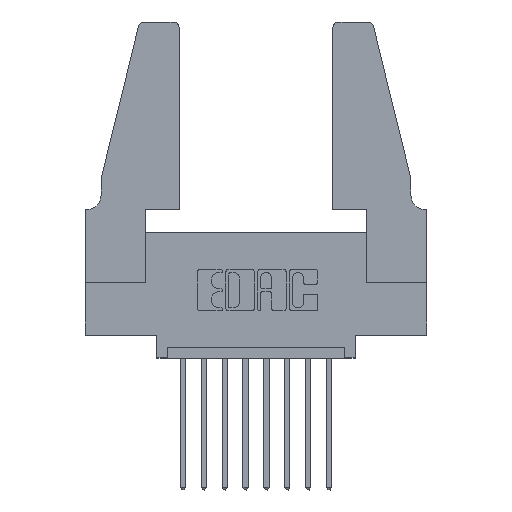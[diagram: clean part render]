
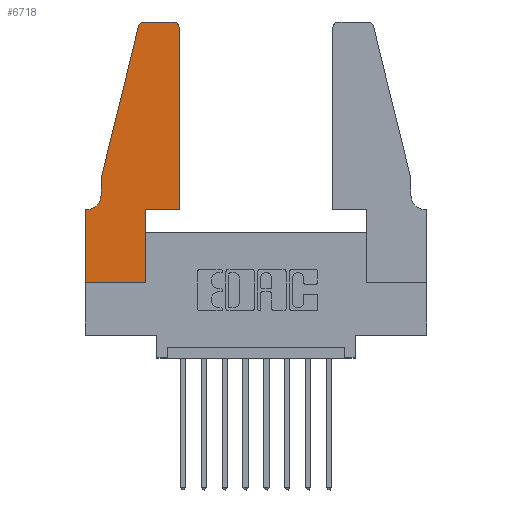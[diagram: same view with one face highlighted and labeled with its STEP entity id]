
A CAD part, top view. The second image highlights one B-rep face of the part: STEP entity #6718.
In plain terms, the highlighted planar face has unit normal (0, 0, 1).
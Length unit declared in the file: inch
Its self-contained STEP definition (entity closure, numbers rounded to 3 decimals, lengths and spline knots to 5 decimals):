
#1 = EDGE_CURVE ( 'NONE', #7403, #2611, #7856, .T. ) ;
#12 = CARTESIAN_POINT ( 'NONE',  ( 0.0755, 0.35, 0.37 ) ) ;
#39 = CARTESIAN_POINT ( 'NONE',  ( 0.4505, 0.35, 0.37 ) ) ;
#72 = CARTESIAN_POINT ( 'NONE',  ( 0.4505, 1.22, 0.37 ) ) ;
#200 = DIRECTION ( 'NONE',  ( -1., 0., 0. ) ) ;
#203 = DIRECTION ( 'NONE',  ( 0., 0., 1. ) ) ;
#384 = VECTOR ( 'NONE', #5130, 39.37008 ) ;
#401 = CARTESIAN_POINT ( 'NONE',  ( 0., 0., 0.37 ) ) ;
#425 = CARTESIAN_POINT ( 'NONE',  ( 0.284, 1.25, 0.37 ) ) ;
#937 = CARTESIAN_POINT ( 'NONE',  ( 0.2865, 0.35, 0.37 ) ) ;
#1025 = VERTEX_POINT ( 'NONE', #7896 ) ;
#1175 = ORIENTED_EDGE ( 'NONE', *, *, #10928, .T. ) ;
#1252 = VECTOR ( 'NONE', #4356, 39.37008 ) ;
#1306 = AXIS2_PLACEMENT_3D ( 'NONE', #11229, #203, #12232 ) ;
#1308 = CARTESIAN_POINT ( 'NONE',  ( 0.2605, 1.25, 0.37 ) ) ;
#1361 = VERTEX_POINT ( 'NONE', #4415 ) ;
#1400 = CARTESIAN_POINT ( 'NONE',  ( 0.25487, 1.22718, 0.37 ) ) ;
#1491 = VERTEX_POINT ( 'NONE', #937 ) ;
#1618 = CARTESIAN_POINT ( 'NONE',  ( 0.0755, 0.5, 0.37 ) ) ;
#1659 = CARTESIAN_POINT ( 'NONE',  ( 0.2865, 0., 0.37 ) ) ;
#1938 = VECTOR ( 'NONE', #9861, 39.37008 ) ;
#2021 = LINE ( 'NONE', #9318, #1252 ) ;
#2561 = ORIENTED_EDGE ( 'NONE', *, *, #11408, .T. ) ;
#2567 = LINE ( 'NONE', #1618, #11769 ) ;
#2611 = VERTEX_POINT ( 'NONE', #1400 ) ;
#2845 = EDGE_CURVE ( 'NONE', #4436, #1491, #3441, .T. ) ;
#2965 = CARTESIAN_POINT ( 'NONE',  ( 0.4205, 1.22, 0.37 ) ) ;
#3018 = LINE ( 'NONE', #39, #384 ) ;
#3035 = LINE ( 'NONE', #8912, #10367 ) ;
#3344 = ORIENTED_EDGE ( 'NONE', *, *, #9166, .T. ) ;
#3409 = ORIENTED_EDGE ( 'NONE', *, *, #8766, .T. ) ;
#3441 = LINE ( 'NONE', #12153, #7641 ) ;
#3561 = DIRECTION ( 'NONE',  ( 0., 0., 1. ) ) ;
#3664 = LINE ( 'NONE', #4219, #4442 ) ;
#3773 = ORIENTED_EDGE ( 'NONE', *, *, #1, .T. ) ;
#3833 = LINE ( 'NONE', #6034, #1938 ) ;
#4035 = EDGE_CURVE ( 'NONE', #1491, #11138, #3018, .T. ) ;
#4192 = ORIENTED_EDGE ( 'NONE', *, *, #6511, .T. ) ;
#4217 = DIRECTION ( 'NONE',  ( 1., 0., 0. ) ) ;
#4219 = CARTESIAN_POINT ( 'NONE',  ( 0.0755, 0.5, 0.37 ) ) ;
#4266 = PLANE ( 'NONE',  #1306 ) ;
#4356 = DIRECTION ( 'NONE',  ( 0., -1., 0. ) ) ;
#4415 = CARTESIAN_POINT ( 'NONE',  ( 0., 0.35, 0.37 ) ) ;
#4436 = VERTEX_POINT ( 'NONE', #1659 ) ;
#4442 = VECTOR ( 'NONE', #11091, 39.37008 ) ;
#4452 = AXIS2_PLACEMENT_3D ( 'NONE', #11257, #3561, #6553 ) ;
#4879 = VERTEX_POINT ( 'NONE', #401 ) ;
#4897 = DIRECTION ( 'NONE',  ( 0., 0., 1. ) ) ;
#5130 = DIRECTION ( 'NONE',  ( 1., 0., 0. ) ) ;
#5172 = CARTESIAN_POINT ( 'NONE',  ( 0.0055, 0.35, 0.37 ) ) ;
#5372 = ORIENTED_EDGE ( 'NONE', *, *, #12422, .T. ) ;
#5581 = EDGE_CURVE ( 'NONE', #6202, #1361, #6726, .T. ) ;
#5702 = DIRECTION ( 'NONE',  ( -1., 0., 0. ) ) ;
#5780 = VECTOR ( 'NONE', #7970, 39.37008 ) ;
#5838 = VERTEX_POINT ( 'NONE', #9465 ) ;
#5997 = ORIENTED_EDGE ( 'NONE', *, *, #12747, .T. ) ;
#6034 = CARTESIAN_POINT ( 'NONE',  ( 0.4505, 0.35, 0.37 ) ) ;
#6184 = ORIENTED_EDGE ( 'NONE', *, *, #4035, .T. ) ;
#6202 = VERTEX_POINT ( 'NONE', #5172 ) ;
#6511 = EDGE_CURVE ( 'NONE', #1361, #4879, #2021, .T. ) ;
#6553 = DIRECTION ( 'NONE',  ( 1., 0., 0. ) ) ;
#6610 = ORIENTED_EDGE ( 'NONE', *, *, #2845, .T. ) ;
#6718 = ADVANCED_FACE ( 'NONE', ( #10280 ), #4266, .T. ) ;
#6726 = LINE ( 'NONE', #12, #5780 ) ;
#7381 = CARTESIAN_POINT ( 'NONE',  ( 0.4505, 0.35, 0.37 ) ) ;
#7403 = VERTEX_POINT ( 'NONE', #425 ) ;
#7466 = EDGE_LOOP ( 'NONE', ( #1175, #3773, #5997, #5372, #8453, #10362, #4192, #3409, #6610, #6184, #3344, #2561 ) ) ;
#7573 = CARTESIAN_POINT ( 'NONE',  ( 0.0055, 0.42, 0.37 ) ) ;
#7641 = VECTOR ( 'NONE', #9288, 39.37008 ) ;
#7812 = VERTEX_POINT ( 'NONE', #12671 ) ;
#7856 = CIRCLE ( 'NONE', #4452, 0.03 ) ;
#7896 = CARTESIAN_POINT ( 'NONE',  ( 0.0755, 0.5, 0.37 ) ) ;
#7970 = DIRECTION ( 'NONE',  ( -1., 0., 0. ) ) ;
#8003 = EDGE_CURVE ( 'NONE', #7812, #6202, #11177, .T. ) ;
#8453 = ORIENTED_EDGE ( 'NONE', *, *, #8003, .T. ) ;
#8766 = EDGE_CURVE ( 'NONE', #4879, #4436, #3035, .T. ) ;
#8912 = CARTESIAN_POINT ( 'NONE',  ( 0., 0., 0.37 ) ) ;
#8942 = DIRECTION ( 'NONE',  ( 1., 0., 0. ) ) ;
#9166 = EDGE_CURVE ( 'NONE', #11138, #10882, #3833, .T. ) ;
#9288 = DIRECTION ( 'NONE',  ( 0., 1., 0. ) ) ;
#9318 = CARTESIAN_POINT ( 'NONE',  ( 0., 0., 0.37 ) ) ;
#9465 = CARTESIAN_POINT ( 'NONE',  ( 0.4205, 1.25, 0.37 ) ) ;
#9578 = DIRECTION ( 'NONE',  ( 0., -1., 0. ) ) ;
#9861 = DIRECTION ( 'NONE',  ( 0., 1., 0. ) ) ;
#10104 = LINE ( 'NONE', #1308, #12121 ) ;
#10280 = FACE_OUTER_BOUND ( 'NONE', #7466, .T. ) ;
#10362 = ORIENTED_EDGE ( 'NONE', *, *, #5581, .T. ) ;
#10367 = VECTOR ( 'NONE', #4217, 39.37008 ) ;
#10486 = AXIS2_PLACEMENT_3D ( 'NONE', #2965, #4897, #8942 ) ;
#10882 = VERTEX_POINT ( 'NONE', #72 ) ;
#10928 = EDGE_CURVE ( 'NONE', #5838, #7403, #10104, .T. ) ;
#11091 = DIRECTION ( 'NONE',  ( -0.239, -0.971, 0. ) ) ;
#11138 = VERTEX_POINT ( 'NONE', #7381 ) ;
#11177 = CIRCLE ( 'NONE', #11893, 0.07 ) ;
#11229 = CARTESIAN_POINT ( 'NONE',  ( 0., 0.35, 0.37 ) ) ;
#11257 = CARTESIAN_POINT ( 'NONE',  ( 0.284, 1.22, 0.37 ) ) ;
#11408 = EDGE_CURVE ( 'NONE', #10882, #5838, #11948, .T. ) ;
#11671 = DIRECTION ( 'NONE',  ( 0., 0., -1. ) ) ;
#11769 = VECTOR ( 'NONE', #9578, 39.37008 ) ;
#11893 = AXIS2_PLACEMENT_3D ( 'NONE', #7573, #11671, #5702 ) ;
#11948 = CIRCLE ( 'NONE', #10486, 0.03 ) ;
#12121 = VECTOR ( 'NONE', #200, 39.37008 ) ;
#12153 = CARTESIAN_POINT ( 'NONE',  ( 0.2865, 0.35, 0.37 ) ) ;
#12232 = DIRECTION ( 'NONE',  ( 1., 0., 0. ) ) ;
#12422 = EDGE_CURVE ( 'NONE', #1025, #7812, #2567, .T. ) ;
#12671 = CARTESIAN_POINT ( 'NONE',  ( 0.0755, 0.42, 0.37 ) ) ;
#12747 = EDGE_CURVE ( 'NONE', #2611, #1025, #3664, .T. ) ;
